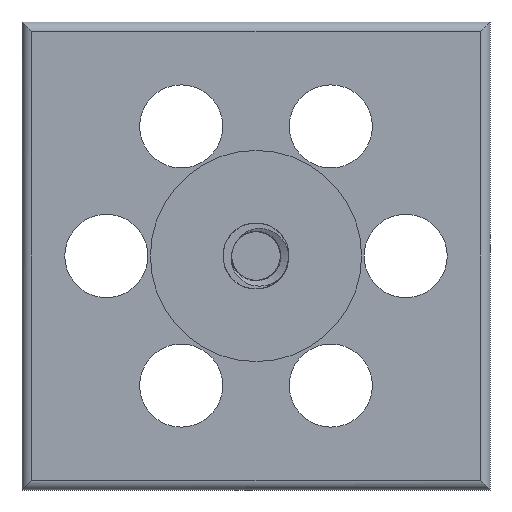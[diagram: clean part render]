
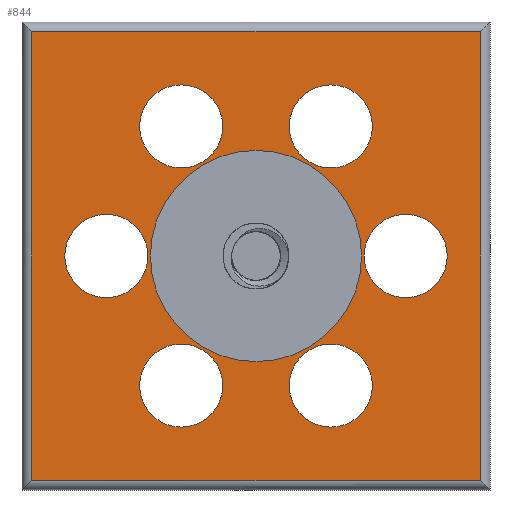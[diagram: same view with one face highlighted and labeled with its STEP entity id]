
A CAD part, front view. The second image highlights one B-rep face of the part: STEP entity #844.
In plain terms, the highlighted planar face has unit normal (0, -1, 0).
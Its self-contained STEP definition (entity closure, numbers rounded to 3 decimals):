
#65=FACE_BOUND('',#171,.T.);
#66=FACE_BOUND('',#172,.T.);
#67=FACE_BOUND('',#173,.T.);
#68=FACE_BOUND('',#174,.T.);
#69=FACE_BOUND('',#175,.T.);
#70=FACE_BOUND('',#176,.T.);
#71=FACE_BOUND('',#177,.T.);
#86=PLANE('',#939);
#118=FACE_OUTER_BOUND('',#170,.T.);
#170=EDGE_LOOP('',(#620,#621,#622,#623));
#171=EDGE_LOOP('',(#624));
#172=EDGE_LOOP('',(#625));
#173=EDGE_LOOP('',(#626));
#174=EDGE_LOOP('',(#627));
#175=EDGE_LOOP('',(#628));
#176=EDGE_LOOP('',(#629));
#177=EDGE_LOOP('',(#630));
#231=LINE('',#1242,#291);
#232=LINE('',#1246,#292);
#235=LINE('',#1254,#295);
#237=LINE('',#1258,#297);
#291=VECTOR('',#1043,10.);
#292=VECTOR('',#1048,10.);
#295=VECTOR('',#1055,10.);
#297=VECTOR('',#1061,10.);
#342=CIRCLE('',#904,5.);
#344=CIRCLE('',#907,5.);
#346=CIRCLE('',#910,5.);
#348=CIRCLE('',#913,5.);
#350=CIRCLE('',#916,5.);
#352=CIRCLE('',#919,5.);
#357=CIRCLE('',#927,12.7);
#362=VERTEX_POINT('',#1186);
#364=VERTEX_POINT('',#1192);
#366=VERTEX_POINT('',#1198);
#368=VERTEX_POINT('',#1204);
#370=VERTEX_POINT('',#1210);
#372=VERTEX_POINT('',#1216);
#377=VERTEX_POINT('',#1231);
#380=VERTEX_POINT('',#1239);
#381=VERTEX_POINT('',#1241);
#382=VERTEX_POINT('',#1245);
#385=VERTEX_POINT('',#1253);
#440=EDGE_CURVE('',#362,#362,#342,.T.);
#443=EDGE_CURVE('',#364,#364,#344,.T.);
#446=EDGE_CURVE('',#366,#366,#346,.T.);
#449=EDGE_CURVE('',#368,#368,#348,.T.);
#452=EDGE_CURVE('',#370,#370,#350,.T.);
#455=EDGE_CURVE('',#372,#372,#352,.T.);
#463=EDGE_CURVE('',#377,#377,#357,.T.);
#466=EDGE_CURVE('',#380,#381,#231,.T.);
#468=EDGE_CURVE('',#382,#380,#232,.T.);
#472=EDGE_CURVE('',#381,#385,#235,.T.);
#475=EDGE_CURVE('',#385,#382,#237,.T.);
#620=ORIENTED_EDGE('',*,*,#466,.F.);
#621=ORIENTED_EDGE('',*,*,#468,.F.);
#622=ORIENTED_EDGE('',*,*,#475,.F.);
#623=ORIENTED_EDGE('',*,*,#472,.F.);
#624=ORIENTED_EDGE('',*,*,#440,.T.);
#625=ORIENTED_EDGE('',*,*,#443,.T.);
#626=ORIENTED_EDGE('',*,*,#446,.T.);
#627=ORIENTED_EDGE('',*,*,#449,.T.);
#628=ORIENTED_EDGE('',*,*,#452,.T.);
#629=ORIENTED_EDGE('',*,*,#455,.T.);
#630=ORIENTED_EDGE('',*,*,#463,.T.);
#844=ADVANCED_FACE('',(#118,#65,#66,#67,#68,#69,#70,#71),#86,.F.);
#904=AXIS2_PLACEMENT_3D('',#1187,#980,#981);
#907=AXIS2_PLACEMENT_3D('',#1193,#987,#988);
#910=AXIS2_PLACEMENT_3D('',#1199,#994,#995);
#913=AXIS2_PLACEMENT_3D('',#1205,#1001,#1002);
#916=AXIS2_PLACEMENT_3D('',#1211,#1008,#1009);
#919=AXIS2_PLACEMENT_3D('',#1217,#1015,#1016);
#927=AXIS2_PLACEMENT_3D('',#1233,#1034,#1035);
#939=AXIS2_PLACEMENT_3D('',#1269,#1071,#1072);
#980=DIRECTION('center_axis',(0.,1.,0.));
#981=DIRECTION('ref_axis',(1.,0.,0.));
#987=DIRECTION('center_axis',(0.,1.,0.));
#988=DIRECTION('ref_axis',(1.,0.,0.));
#994=DIRECTION('center_axis',(0.,1.,0.));
#995=DIRECTION('ref_axis',(1.,0.,0.));
#1001=DIRECTION('center_axis',(0.,1.,0.));
#1002=DIRECTION('ref_axis',(1.,0.,0.));
#1008=DIRECTION('center_axis',(0.,1.,0.));
#1009=DIRECTION('ref_axis',(1.,0.,0.));
#1015=DIRECTION('center_axis',(0.,1.,0.));
#1016=DIRECTION('ref_axis',(1.,0.,0.));
#1034=DIRECTION('center_axis',(0.,1.,0.));
#1035=DIRECTION('ref_axis',(1.,0.,0.));
#1043=DIRECTION('',(0.,0.,1.));
#1048=DIRECTION('',(-1.,0.,0.));
#1055=DIRECTION('',(1.,0.,0.));
#1061=DIRECTION('',(0.,0.,-1.));
#1071=DIRECTION('center_axis',(0.,1.,0.));
#1072=DIRECTION('ref_axis',(0.,0.,1.));
#1186=CARTESIAN_POINT('',(-14.,0.,-15.588));
#1187=CARTESIAN_POINT('Origin',(-9.,0.,-15.588));
#1192=CARTESIAN_POINT('',(-14.,0.,15.588));
#1193=CARTESIAN_POINT('Origin',(-9.,0.,15.588));
#1198=CARTESIAN_POINT('',(13.,0.,0.));
#1199=CARTESIAN_POINT('Origin',(18.,0.,0.));
#1204=CARTESIAN_POINT('',(4.,0.,-15.588));
#1205=CARTESIAN_POINT('Origin',(9.,0.,-15.588));
#1210=CARTESIAN_POINT('',(-23.,0.,0.));
#1211=CARTESIAN_POINT('Origin',(-18.,0.,0.));
#1216=CARTESIAN_POINT('',(4.,0.,15.588));
#1217=CARTESIAN_POINT('Origin',(9.,0.,15.588));
#1231=CARTESIAN_POINT('',(-12.7,0.,0.));
#1233=CARTESIAN_POINT('Origin',(0.,0.,0.));
#1239=CARTESIAN_POINT('',(-26.945,0.,-26.945));
#1241=CARTESIAN_POINT('',(-26.945,0.,26.945));
#1242=CARTESIAN_POINT('',(-26.945,0.,-14.072));
#1245=CARTESIAN_POINT('',(26.945,0.,-26.945));
#1246=CARTESIAN_POINT('',(14.072,0.,-26.945));
#1253=CARTESIAN_POINT('',(26.945,0.,26.945));
#1254=CARTESIAN_POINT('',(-14.072,0.,26.945));
#1258=CARTESIAN_POINT('',(26.945,0.,14.072));
#1269=CARTESIAN_POINT('Origin',(0.,0.,0.));
